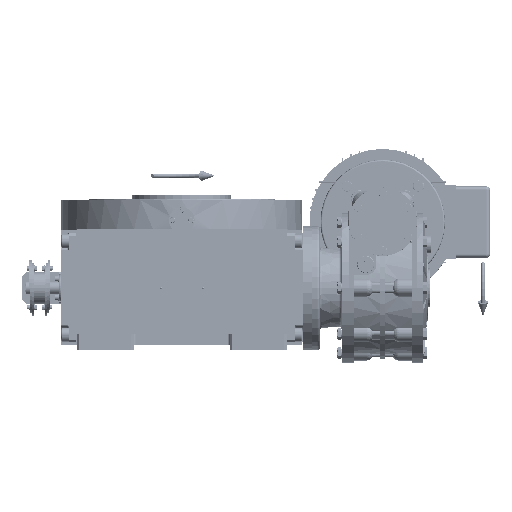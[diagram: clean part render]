
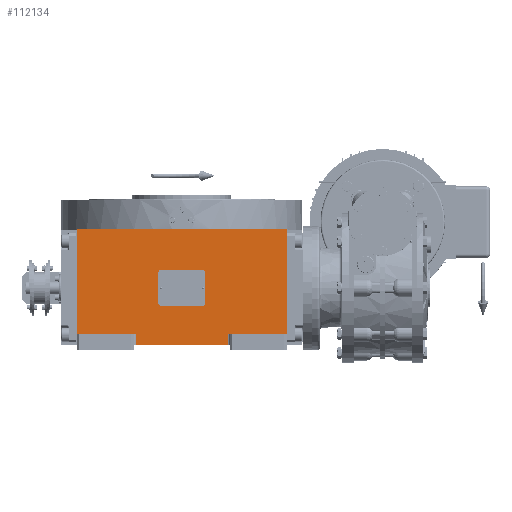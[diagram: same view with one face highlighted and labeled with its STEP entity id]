
A CAD part, top view. The second image highlights one B-rep face of the part: STEP entity #112134.
In plain terms, the highlighted planar face has unit normal (0, 0, 1).
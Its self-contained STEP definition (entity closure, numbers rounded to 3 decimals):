
#9116 = DIRECTION ( 'NONE',  ( 1., 0., 0. ) ) ;
#10864 = PLANE ( 'NONE',  #59978 ) ;
#10951 = EDGE_CURVE ( 'NONE', #44339, #154851, #33373, .T. ) ;
#11086 = DIRECTION ( 'NONE',  ( 1., 0., 0. ) ) ;
#26261 = LINE ( 'NONE', #95802, #66386 ) ;
#30827 = EDGE_LOOP ( 'NONE', ( #172931, #48259, #166510, #47157, #151454, #77490, #92980, #131319 ) ) ;
#31100 = CARTESIAN_POINT ( 'NONE',  ( 135., 75., 226. ) ) ;
#31164 = VECTOR ( 'NONE', #145197, 1000. ) ;
#32484 = DIRECTION ( 'NONE',  ( 0., 1., 0. ) ) ;
#33373 = LINE ( 'NONE', #126069, #67693 ) ;
#34146 = VERTEX_POINT ( 'NONE', #157485 ) ;
#37293 = VERTEX_POINT ( 'NONE', #104779 ) ;
#43915 = LINE ( 'NONE', #125049, #160810 ) ;
#44339 = VERTEX_POINT ( 'NONE', #58148 ) ;
#47157 = ORIENTED_EDGE ( 'NONE', *, *, #148809, .T. ) ;
#48259 = ORIENTED_EDGE ( 'NONE', *, *, #139246, .F. ) ;
#54176 = VERTEX_POINT ( 'NONE', #31100 ) ;
#56190 = EDGE_CURVE ( 'NONE', #108791, #103778, #170142, .T. ) ;
#58148 = CARTESIAN_POINT ( 'NONE',  ( -135., -59., 226. ) ) ;
#59978 = AXIS2_PLACEMENT_3D ( 'NONE', #171323, #103666, #9116 ) ;
#61261 = DIRECTION ( 'NONE',  ( 1., 0., 0. ) ) ;
#66386 = VECTOR ( 'NONE', #11086, 1000. ) ;
#67511 = EDGE_CURVE ( 'NONE', #34146, #37293, #26261, .T. ) ;
#67693 = VECTOR ( 'NONE', #32484, 1000. ) ;
#72508 = EDGE_CURVE ( 'NONE', #108791, #96037, #153116, .T. ) ;
#72868 = CARTESIAN_POINT ( 'NONE',  ( -59., -73., 226. ) ) ;
#73567 = LINE ( 'NONE', #152050, #122370 ) ;
#75683 = VECTOR ( 'NONE', #61261, 1000. ) ;
#77242 = CARTESIAN_POINT ( 'NONE',  ( 59., -73., 226. ) ) ;
#77490 = ORIENTED_EDGE ( 'NONE', *, *, #10951, .F. ) ;
#86239 = VECTOR ( 'NONE', #121257, 1000. ) ;
#89089 = LINE ( 'NONE', #142588, #169828 ) ;
#91559 = EDGE_CURVE ( 'NONE', #154851, #54176, #73567, .T. ) ;
#92980 = ORIENTED_EDGE ( 'NONE', *, *, #159277, .T. ) ;
#95802 = CARTESIAN_POINT ( 'NONE',  ( 59., -59., 226. ) ) ;
#96037 = VERTEX_POINT ( 'NONE', #77242 ) ;
#100731 = DIRECTION ( 'NONE',  ( 0., 1., 0. ) ) ;
#103666 = DIRECTION ( 'NONE',  ( 0., 0., 1. ) ) ;
#103778 = VERTEX_POINT ( 'NONE', #160032 ) ;
#104779 = CARTESIAN_POINT ( 'NONE',  ( 135., -59., 226. ) ) ;
#107900 = LINE ( 'NONE', #151515, #86239 ) ;
#108791 = VERTEX_POINT ( 'NONE', #143749 ) ;
#112134 = ADVANCED_FACE ( 'NONE', ( #117006 ), #10864, .T. ) ;
#117006 = FACE_OUTER_BOUND ( 'NONE', #30827, .T. ) ;
#121257 = DIRECTION ( 'NONE',  ( 1., 0., 0. ) ) ;
#122370 = VECTOR ( 'NONE', #168020, 1000. ) ;
#125049 = CARTESIAN_POINT ( 'NONE',  ( 59., -59., 226. ) ) ;
#126069 = CARTESIAN_POINT ( 'NONE',  ( -135., -59., 226. ) ) ;
#131319 = ORIENTED_EDGE ( 'NONE', *, *, #56190, .F. ) ;
#139246 = EDGE_CURVE ( 'NONE', #34146, #96037, #43915, .T. ) ;
#142588 = CARTESIAN_POINT ( 'NONE',  ( 135., -59., 226. ) ) ;
#143749 = CARTESIAN_POINT ( 'NONE',  ( -59., -73., 226. ) ) ;
#145197 = DIRECTION ( 'NONE',  ( 0., 1., 0. ) ) ;
#148809 = EDGE_CURVE ( 'NONE', #37293, #54176, #89089, .T. ) ;
#151454 = ORIENTED_EDGE ( 'NONE', *, *, #91559, .F. ) ;
#151515 = CARTESIAN_POINT ( 'NONE',  ( -135., -59., 226. ) ) ;
#152050 = CARTESIAN_POINT ( 'NONE',  ( -135., 75., 226. ) ) ;
#152676 = DIRECTION ( 'NONE',  ( 0., -1., 0. ) ) ;
#153116 = LINE ( 'NONE', #72868, #75683 ) ;
#154851 = VERTEX_POINT ( 'NONE', #163074 ) ;
#157485 = CARTESIAN_POINT ( 'NONE',  ( 59., -59., 226. ) ) ;
#159277 = EDGE_CURVE ( 'NONE', #44339, #103778, #107900, .T. ) ;
#160032 = CARTESIAN_POINT ( 'NONE',  ( -59., -59., 226. ) ) ;
#160810 = VECTOR ( 'NONE', #152676, 1000. ) ;
#163074 = CARTESIAN_POINT ( 'NONE',  ( -135., 75., 226. ) ) ;
#166510 = ORIENTED_EDGE ( 'NONE', *, *, #67511, .T. ) ;
#168020 = DIRECTION ( 'NONE',  ( 1., 0., 0. ) ) ;
#169279 = CARTESIAN_POINT ( 'NONE',  ( -59., -73., 226. ) ) ;
#169828 = VECTOR ( 'NONE', #100731, 1000. ) ;
#170142 = LINE ( 'NONE', #169279, #31164 ) ;
#171323 = CARTESIAN_POINT ( 'NONE',  ( -135., -73., 226. ) ) ;
#172931 = ORIENTED_EDGE ( 'NONE', *, *, #72508, .T. ) ;
